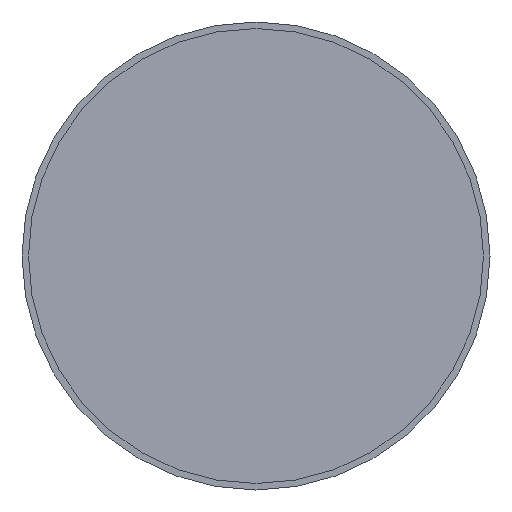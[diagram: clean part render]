
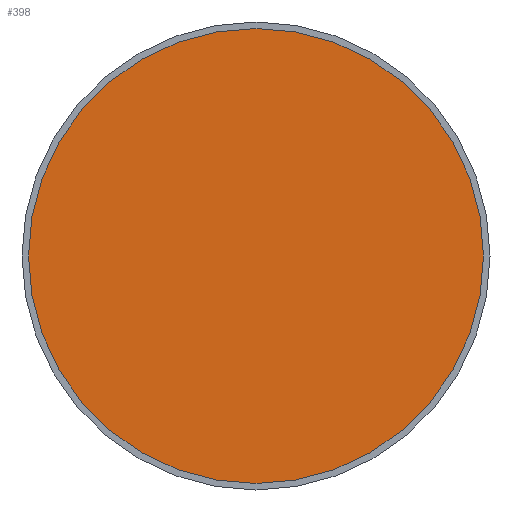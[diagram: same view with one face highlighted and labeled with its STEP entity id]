
A CAD part, front view. The second image highlights one B-rep face of the part: STEP entity #398.
In plain terms, the highlighted planar face has unit normal (0, -1, 0).
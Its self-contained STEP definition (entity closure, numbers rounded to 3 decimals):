
#28=PLANE('',#452);
#49=FACE_OUTER_BOUND('',#72,.T.);
#72=EDGE_LOOP('',(#307,#308));
#147=CIRCLE('',#450,35.);
#148=CIRCLE('',#451,35.);
#187=VERTEX_POINT('',#668);
#188=VERTEX_POINT('',#669);
#234=EDGE_CURVE('',#187,#188,#147,.T.);
#235=EDGE_CURVE('',#188,#187,#148,.T.);
#307=ORIENTED_EDGE('',*,*,#234,.T.);
#308=ORIENTED_EDGE('',*,*,#235,.T.);
#398=ADVANCED_FACE('',(#49),#28,.T.);
#450=AXIS2_PLACEMENT_3D('',#670,#544,#545);
#451=AXIS2_PLACEMENT_3D('',#671,#546,#547);
#452=AXIS2_PLACEMENT_3D('',#673,#549,#550);
#544=DIRECTION('center_axis',(0.,-1.,0.));
#545=DIRECTION('ref_axis',(1.,0.,0.));
#546=DIRECTION('center_axis',(0.,-1.,0.));
#547=DIRECTION('ref_axis',(1.,0.,0.));
#549=DIRECTION('center_axis',(0.,-1.,0.));
#550=DIRECTION('ref_axis',(0.,0.,-1.));
#668=CARTESIAN_POINT('',(35.,0.,0.));
#669=CARTESIAN_POINT('',(-35.,0.,0.));
#670=CARTESIAN_POINT('Origin',(0.,0.,0.));
#671=CARTESIAN_POINT('Origin',(0.,0.,0.));
#673=CARTESIAN_POINT('Origin',(17.5,0.,0.));
